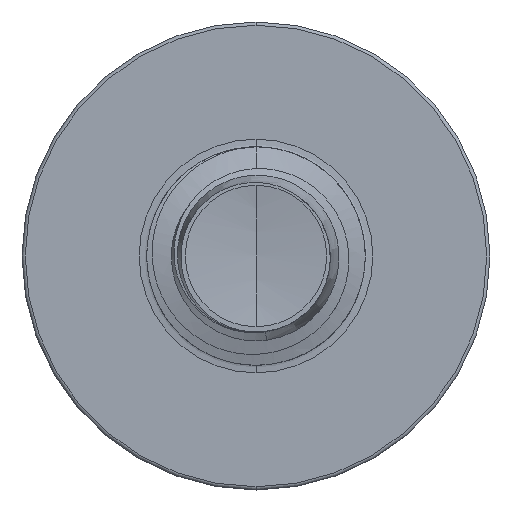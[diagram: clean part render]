
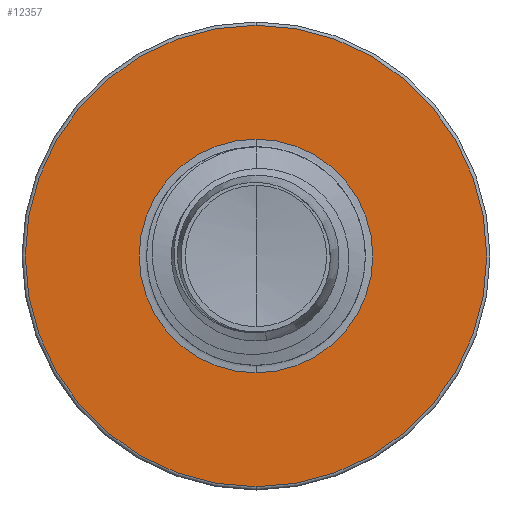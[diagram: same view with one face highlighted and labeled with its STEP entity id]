
A CAD part, front view. The second image highlights one B-rep face of the part: STEP entity #12357.
In plain terms, the highlighted planar face has unit normal (0, -1, 0).
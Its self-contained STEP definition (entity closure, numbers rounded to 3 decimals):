
#835 = AXIS2_PLACEMENT_3D ( 'NONE', #8386, #8365, #8354 ) ;
#902 = EDGE_CURVE ( 'NONE', #12317, #1804, #10067, .T. ) ;
#927 = EDGE_CURVE ( 'NONE', #6468, #5632, #7784, .T. ) ;
#1256 = CARTESIAN_POINT ( 'NONE',  ( 0., 5.5, -1.872 ) ) ;
#1321 = ORIENTED_EDGE ( 'NONE', *, *, #3281, .F. ) ;
#1804 = VERTEX_POINT ( 'NONE', #1256 ) ;
#2419 = ORIENTED_EDGE ( 'NONE', *, *, #927, .F. ) ;
#3157 = ORIENTED_EDGE ( 'NONE', *, *, #902, .T. ) ;
#3209 = FACE_OUTER_BOUND ( 'NONE', #8375, .T. ) ;
#3281 = EDGE_CURVE ( 'NONE', #5632, #6468, #5180, .T. ) ;
#5180 = CIRCLE ( 'NONE', #6656, 3.698 ) ;
#5632 = VERTEX_POINT ( 'NONE', #9584 ) ;
#5639 = DIRECTION ( 'NONE',  ( 0., 0., 1. ) ) ;
#5644 = DIRECTION ( 'NONE',  ( 0., 1., 0. ) ) ;
#5673 = CARTESIAN_POINT ( 'NONE',  ( 0., 5.5, 0. ) ) ;
#6164 = AXIS2_PLACEMENT_3D ( 'NONE', #7644, #7643, #7617 ) ;
#6468 = VERTEX_POINT ( 'NONE', #8858 ) ;
#6656 = AXIS2_PLACEMENT_3D ( 'NONE', #11613, #11604, #11597 ) ;
#7617 = DIRECTION ( 'NONE',  ( 0., 0., 1. ) ) ;
#7643 = DIRECTION ( 'NONE',  ( 0., 1., 0. ) ) ;
#7644 = CARTESIAN_POINT ( 'NONE',  ( 0., 5.5, 0. ) ) ;
#7784 = CIRCLE ( 'NONE', #6164, 3.698 ) ;
#8300 = EDGE_CURVE ( 'NONE', #1804, #12317, #10161, .T. ) ;
#8354 = DIRECTION ( 'NONE',  ( 0., 0., 1. ) ) ;
#8365 = DIRECTION ( 'NONE',  ( 0., 1., 0. ) ) ;
#8375 = EDGE_LOOP ( 'NONE', ( #1321, #2419 ) ) ;
#8386 = CARTESIAN_POINT ( 'NONE',  ( 0., 5.5, 0. ) ) ;
#8858 = CARTESIAN_POINT ( 'NONE',  ( 0., 5.5, -3.697 ) ) ;
#9097 = AXIS2_PLACEMENT_3D ( 'NONE', #5673, #5644, #5639 ) ;
#9584 = CARTESIAN_POINT ( 'NONE',  ( 0., 5.5, 3.698 ) ) ;
#10067 = CIRCLE ( 'NONE', #835, 1.872 ) ;
#10161 = CIRCLE ( 'NONE', #9097, 1.872 ) ;
#10281 = DIRECTION ( 'NONE',  ( 0., 0., 1. ) ) ;
#10283 = PLANE ( 'NONE',  #12539 ) ;
#10313 = CARTESIAN_POINT ( 'NONE',  ( 0., 5.5, -1.872 ) ) ;
#10341 = DIRECTION ( 'NONE',  ( 0., 1., 0. ) ) ;
#10411 = CARTESIAN_POINT ( 'NONE',  ( 0., 5.5, 1.872 ) ) ;
#10757 = FACE_BOUND ( 'NONE', #12410, .T. ) ;
#11597 = DIRECTION ( 'NONE',  ( 0., 0., 1. ) ) ;
#11604 = DIRECTION ( 'NONE',  ( 0., 1., 0. ) ) ;
#11613 = CARTESIAN_POINT ( 'NONE',  ( 0., 5.5, 0. ) ) ;
#12317 = VERTEX_POINT ( 'NONE', #10411 ) ;
#12357 = ADVANCED_FACE ( 'NONE', ( #3209, #10757 ), #10283, .F. ) ;
#12410 = EDGE_LOOP ( 'NONE', ( #3157, #13118 ) ) ;
#12539 = AXIS2_PLACEMENT_3D ( 'NONE', #10313, #10341, #10281 ) ;
#13118 = ORIENTED_EDGE ( 'NONE', *, *, #8300, .T. ) ;
